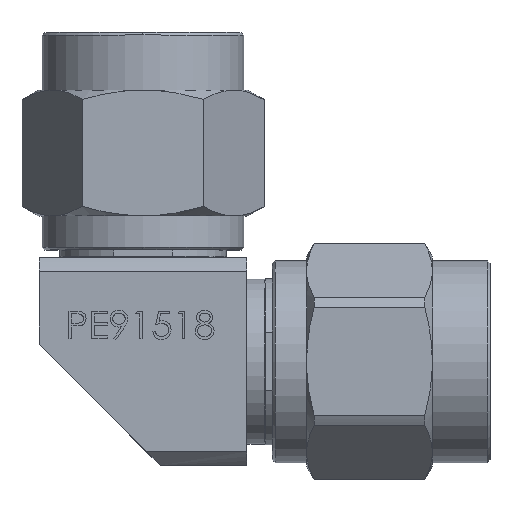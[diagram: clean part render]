
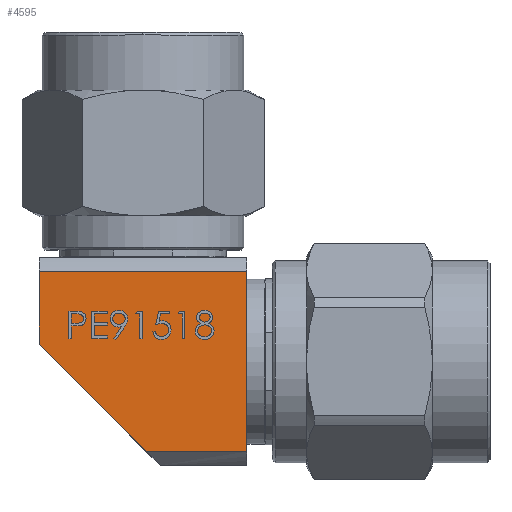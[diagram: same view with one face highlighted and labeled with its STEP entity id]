
A CAD part, top view. The second image highlights one B-rep face of the part: STEP entity #4595.
In plain terms, the highlighted planar face has unit normal (0, 0, 1).
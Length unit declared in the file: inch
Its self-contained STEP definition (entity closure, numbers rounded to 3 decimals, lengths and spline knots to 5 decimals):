
#13 = VECTOR ( 'NONE', #4170, 39.37008 ) ;
#430 = CARTESIAN_POINT ( 'NONE',  ( -0.17707, -0.13553, 0.15591 ) ) ;
#756 = ORIENTED_EDGE ( 'NONE', *, *, #9092, .T. ) ;
#1197 = CARTESIAN_POINT ( 'NONE',  ( -0.33858, 0.13553, 0.15591 ) ) ;
#1250 = VERTEX_POINT ( 'NONE', #2288 ) ;
#1445 = VERTEX_POINT ( 'NONE', #1197 ) ;
#1811 = CARTESIAN_POINT ( 'NONE',  ( -0.33858, 0.13553, 0.15591 ) ) ;
#2242 = EDGE_LOOP ( 'NONE', ( #756, #9032, #6924, #8308, #3944 ) ) ;
#2288 = CARTESIAN_POINT ( 'NONE',  ( -0.33858, 0.02598, 0.15591 ) ) ;
#2364 = LINE ( 'NONE', #5790, #7288 ) ;
#2452 = VERTEX_POINT ( 'NONE', #430 ) ;
#2676 = CARTESIAN_POINT ( 'NONE',  ( -0.17707, -0.13553, 0.15591 ) ) ;
#2746 = AXIS2_PLACEMENT_3D ( 'NONE', #3529, #7057, #8515 ) ;
#2905 = VECTOR ( 'NONE', #4144, 39.37008 ) ;
#2943 = VERTEX_POINT ( 'NONE', #8968 ) ;
#3226 = CARTESIAN_POINT ( 'NONE',  ( -0.02677, -0.13553, 0.15591 ) ) ;
#3529 = CARTESIAN_POINT ( 'NONE',  ( 0., 0., 0.15591 ) ) ;
#3934 = VECTOR ( 'NONE', #6352, 39.37008 ) ;
#3944 = ORIENTED_EDGE ( 'NONE', *, *, #4934, .T. ) ;
#4144 = DIRECTION ( 'NONE',  ( 1., 0., 0. ) ) ;
#4170 = DIRECTION ( 'NONE',  ( 1., 0., 0. ) ) ;
#4470 = DIRECTION ( 'NONE',  ( 0., -1., 0. ) ) ;
#4595 = ADVANCED_FACE ( 'NONE', ( #7008 ), #6357, .T. ) ;
#4748 = LINE ( 'NONE', #1811, #2905 ) ;
#4934 = EDGE_CURVE ( 'NONE', #2452, #5088, #5442, .T. ) ;
#5088 = VERTEX_POINT ( 'NONE', #3226 ) ;
#5323 = LINE ( 'NONE', #8189, #5731 ) ;
#5442 = LINE ( 'NONE', #2676, #13 ) ;
#5731 = VECTOR ( 'NONE', #4470, 39.37008 ) ;
#5790 = CARTESIAN_POINT ( 'NONE',  ( -0.02677, -0.13553, 0.15591 ) ) ;
#6352 = DIRECTION ( 'NONE',  ( 0.707, -0.707, 0. ) ) ;
#6357 = PLANE ( 'NONE',  #2746 ) ;
#6385 = EDGE_CURVE ( 'NONE', #1445, #1250, #5323, .T. ) ;
#6398 = CARTESIAN_POINT ( 'NONE',  ( -0.33858, 0.02598, 0.15591 ) ) ;
#6924 = ORIENTED_EDGE ( 'NONE', *, *, #6385, .T. ) ;
#7008 = FACE_OUTER_BOUND ( 'NONE', #2242, .T. ) ;
#7015 = EDGE_CURVE ( 'NONE', #1250, #2452, #8412, .T. ) ;
#7057 = DIRECTION ( 'NONE',  ( 0., 0., 1. ) ) ;
#7288 = VECTOR ( 'NONE', #8803, 39.37008 ) ;
#7522 = EDGE_CURVE ( 'NONE', #1445, #2943, #4748, .T. ) ;
#8189 = CARTESIAN_POINT ( 'NONE',  ( -0.33858, 0.13553, 0.15591 ) ) ;
#8308 = ORIENTED_EDGE ( 'NONE', *, *, #7015, .T. ) ;
#8412 = LINE ( 'NONE', #6398, #3934 ) ;
#8515 = DIRECTION ( 'NONE',  ( 1., 0., 0. ) ) ;
#8803 = DIRECTION ( 'NONE',  ( 0., 1., 0. ) ) ;
#8968 = CARTESIAN_POINT ( 'NONE',  ( -0.02677, 0.13553, 0.15591 ) ) ;
#9032 = ORIENTED_EDGE ( 'NONE', *, *, #7522, .F. ) ;
#9092 = EDGE_CURVE ( 'NONE', #5088, #2943, #2364, .T. ) ;
